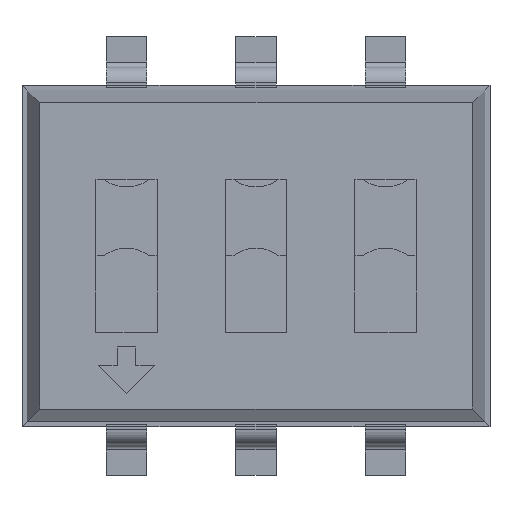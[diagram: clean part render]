
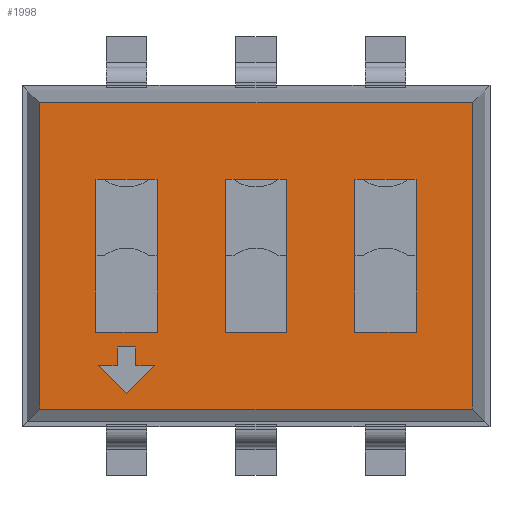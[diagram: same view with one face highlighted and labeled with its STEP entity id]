
A CAD part, top view. The second image highlights one B-rep face of the part: STEP entity #1998.
In plain terms, the highlighted planar face has unit normal (0, 0, 1).
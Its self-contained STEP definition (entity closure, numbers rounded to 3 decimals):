
#27=VECTOR('',#28,1.);
#28=DIRECTION('',(-1.,0.,0.));
#34=VECTOR('',#35,1.);
#35=DIRECTION('',(0.,-1.,0.));
#41=VECTOR('',#42,1.);
#42=DIRECTION('',(1.,0.,0.));
#46=VECTOR('',#47,1.);
#47=DIRECTION('',(0.,1.,0.));
#50=DIRECTION('',(0.,0.,-1.));
#1378=VERTEX_POINT('',#1379);
#1379=CARTESIAN_POINT('',(-4.246,3.006,2.6));
#1381=ORIENTED_EDGE('',*,*,#1382,.F.);
#1382=EDGE_CURVE('',#1383,#1378,#1385,.T.);
#1383=VERTEX_POINT('',#1384);
#1384=CARTESIAN_POINT('',(4.246,3.006,2.6));
#1385=LINE('',#1384,#27);
#1680=VERTEX_POINT('',#1681);
#1681=CARTESIAN_POINT('',(-4.246,-3.006,2.6));
#1683=ORIENTED_EDGE('',*,*,#1684,.F.);
#1684=EDGE_CURVE('',#1378,#1680,#1685,.T.);
#1685=LINE('',#1379,#34);
#1694=VERTEX_POINT('',#1695);
#1695=CARTESIAN_POINT('',(4.246,-3.006,2.6));
#1697=ORIENTED_EDGE('',*,*,#1698,.F.);
#1698=EDGE_CURVE('',#1680,#1694,#1699,.T.);
#1699=LINE('',#1681,#41);
#1993=ORIENTED_EDGE('',*,*,#1994,.F.);
#1994=EDGE_CURVE('',#1694,#1383,#1995,.T.);
#1995=LINE('',#1695,#46);
#1998=ADVANCED_FACE('',(#1999,#2001,#2039,#2077,#2122),#2160,.F.);
#1999=FACE_BOUND('',#2000,.F.);
#2000=EDGE_LOOP('',(#1381,#1993,#1697,#1683));
#2001=FACE_BOUND('',#2002,.F.);
#2002=EDGE_LOOP('',(#2003,#2010,#2015,#2019,#2024,#2028,#2032,#2037));
#2003=ORIENTED_EDGE('',*,*,#2004,.T.);
#2004=EDGE_CURVE('',#2005,#2007,#2009,.T.);
#2005=VERTEX_POINT('',#2006);
#2006=CARTESIAN_POINT('',(-0.6,-1.5,2.6));
#2007=VERTEX_POINT('',#2008);
#2008=CARTESIAN_POINT('',(0.6,-1.5,2.6));
#2009=LINE('',#2006,#41);
#2010=ORIENTED_EDGE('',*,*,#2011,.T.);
#2011=EDGE_CURVE('',#2007,#2012,#2014,.T.);
#2012=VERTEX_POINT('',#2013);
#2013=CARTESIAN_POINT('',(0.6,0.,2.6));
#2014=LINE('',#2008,#46);
#2015=ORIENTED_EDGE('',*,*,#2016,.T.);
#2016=EDGE_CURVE('',#2012,#2017,#2014,.T.);
#2017=VERTEX_POINT('',#2018);
#2018=CARTESIAN_POINT('',(0.6,1.5,2.6));
#2019=ORIENTED_EDGE('',*,*,#2020,.T.);
#2020=EDGE_CURVE('',#2017,#2021,#2023,.T.);
#2021=VERTEX_POINT('',#2022);
#2022=CARTESIAN_POINT('',(0.45,1.5,2.6));
#2023=LINE('',#2018,#27);
#2024=ORIENTED_EDGE('',*,*,#2025,.T.);
#2025=EDGE_CURVE('',#2021,#2026,#2023,.T.);
#2026=VERTEX_POINT('',#2027);
#2027=CARTESIAN_POINT('',(-0.45,1.5,2.6));
#2028=ORIENTED_EDGE('',*,*,#2029,.T.);
#2029=EDGE_CURVE('',#2026,#2030,#2023,.T.);
#2030=VERTEX_POINT('',#2031);
#2031=CARTESIAN_POINT('',(-0.6,1.5,2.6));
#2032=ORIENTED_EDGE('',*,*,#2033,.T.);
#2033=EDGE_CURVE('',#2030,#2034,#2036,.T.);
#2034=VERTEX_POINT('',#2035);
#2035=CARTESIAN_POINT('',(-0.6,0.,2.6));
#2036=LINE('',#2031,#34);
#2037=ORIENTED_EDGE('',*,*,#2038,.T.);
#2038=EDGE_CURVE('',#2034,#2005,#2036,.T.);
#2039=FACE_BOUND('',#2040,.F.);
#2040=EDGE_LOOP('',(#2041,#2048,#2052,#2057,#2061,#2065,#2070,#2074));
#2041=ORIENTED_EDGE('',*,*,#2042,.T.);
#2042=EDGE_CURVE('',#2043,#2045,#2047,.T.);
#2043=VERTEX_POINT('',#2044);
#2044=CARTESIAN_POINT('',(3.14,-1.5,2.6));
#2045=VERTEX_POINT('',#2046);
#2046=CARTESIAN_POINT('',(3.14,0.,2.6));
#2047=LINE('',#2044,#46);
#2048=ORIENTED_EDGE('',*,*,#2049,.T.);
#2049=EDGE_CURVE('',#2045,#2050,#2047,.T.);
#2050=VERTEX_POINT('',#2051);
#2051=CARTESIAN_POINT('',(3.14,1.5,2.6));
#2052=ORIENTED_EDGE('',*,*,#2053,.T.);
#2053=EDGE_CURVE('',#2050,#2054,#2056,.T.);
#2054=VERTEX_POINT('',#2055);
#2055=CARTESIAN_POINT('',(2.99,1.5,2.6));
#2056=LINE('',#2051,#27);
#2057=ORIENTED_EDGE('',*,*,#2058,.T.);
#2058=EDGE_CURVE('',#2054,#2059,#2056,.T.);
#2059=VERTEX_POINT('',#2060);
#2060=CARTESIAN_POINT('',(2.09,1.5,2.6));
#2061=ORIENTED_EDGE('',*,*,#2062,.T.);
#2062=EDGE_CURVE('',#2059,#2063,#2056,.T.);
#2063=VERTEX_POINT('',#2064);
#2064=CARTESIAN_POINT('',(1.94,1.5,2.6));
#2065=ORIENTED_EDGE('',*,*,#2066,.T.);
#2066=EDGE_CURVE('',#2063,#2067,#2069,.T.);
#2067=VERTEX_POINT('',#2068);
#2068=CARTESIAN_POINT('',(1.94,0.,2.6));
#2069=LINE('',#2064,#34);
#2070=ORIENTED_EDGE('',*,*,#2071,.T.);
#2071=EDGE_CURVE('',#2067,#2072,#2069,.T.);
#2072=VERTEX_POINT('',#2073);
#2073=CARTESIAN_POINT('',(1.94,-1.5,2.6));
#2074=ORIENTED_EDGE('',*,*,#2075,.T.);
#2075=EDGE_CURVE('',#2072,#2043,#2076,.T.);
#2076=LINE('',#2073,#41);
#2077=FACE_BOUND('',#2078,.F.);
#2078=EDGE_LOOP('',(#2079,#2086,#2093,#2098,#2105,#2112,#2119));
#2079=ORIENTED_EDGE('',*,*,#2080,.T.);
#2080=EDGE_CURVE('',#2081,#2083,#2085,.T.);
#2081=VERTEX_POINT('',#2082);
#2082=CARTESIAN_POINT('',(-2.357,-2.156,2.6));
#2083=VERTEX_POINT('',#2084);
#2084=CARTESIAN_POINT('',(-2.357,-1.789,2.6));
#2085=LINE('',#2082,#46);
#2086=ORIENTED_EDGE('',*,*,#2087,.T.);
#2087=EDGE_CURVE('',#2083,#2088,#2090,.T.);
#2088=VERTEX_POINT('',#2089);
#2089=CARTESIAN_POINT('',(-2.723,-1.789,2.6));
#2090=LINE('',#2084,#2091);
#2091=VECTOR('',#2092,1.);
#2092=DIRECTION('',(-1.,0.,0.));
#2093=ORIENTED_EDGE('',*,*,#2094,.T.);
#2094=EDGE_CURVE('',#2088,#2095,#2097,.T.);
#2095=VERTEX_POINT('',#2096);
#2096=CARTESIAN_POINT('',(-2.723,-2.156,2.6));
#2097=LINE('',#2089,#34);
#2098=ORIENTED_EDGE('',*,*,#2099,.T.);
#2099=EDGE_CURVE('',#2095,#2100,#2102,.T.);
#2100=VERTEX_POINT('',#2101);
#2101=CARTESIAN_POINT('',(-3.09,-2.156,2.6));
#2102=LINE('',#2096,#2103);
#2103=VECTOR('',#2104,1.);
#2104=DIRECTION('',(-1.,0.,0.));
#2105=ORIENTED_EDGE('',*,*,#2106,.T.);
#2106=EDGE_CURVE('',#2100,#2107,#2109,.T.);
#2107=VERTEX_POINT('',#2108);
#2108=CARTESIAN_POINT('',(-2.54,-2.706,2.6));
#2109=LINE('',#2101,#2110);
#2110=VECTOR('',#2111,1.);
#2111=DIRECTION('',(0.707,-0.707,0.));
#2112=ORIENTED_EDGE('',*,*,#2113,.T.);
#2113=EDGE_CURVE('',#2107,#2114,#2116,.T.);
#2114=VERTEX_POINT('',#2115);
#2115=CARTESIAN_POINT('',(-1.99,-2.156,2.6));
#2116=LINE('',#2108,#2117);
#2117=VECTOR('',#2118,1.);
#2118=DIRECTION('',(0.707,0.707,0.));
#2119=ORIENTED_EDGE('',*,*,#2120,.T.);
#2120=EDGE_CURVE('',#2114,#2081,#2121,.T.);
#2121=LINE('',#2115,#2103);
#2122=FACE_BOUND('',#2123,.F.);
#2123=EDGE_LOOP('',(#2124,#2131,#2135,#2139,#2144,#2148,#2153,#2158));
#2124=ORIENTED_EDGE('',*,*,#2125,.T.);
#2125=EDGE_CURVE('',#2126,#2128,#2130,.T.);
#2126=VERTEX_POINT('',#2127);
#2127=CARTESIAN_POINT('',(-1.94,1.5,2.6));
#2128=VERTEX_POINT('',#2129);
#2129=CARTESIAN_POINT('',(-2.09,1.5,2.6));
#2130=LINE('',#2127,#27);
#2131=ORIENTED_EDGE('',*,*,#2132,.T.);
#2132=EDGE_CURVE('',#2128,#2133,#2130,.T.);
#2133=VERTEX_POINT('',#2134);
#2134=CARTESIAN_POINT('',(-2.99,1.5,2.6));
#2135=ORIENTED_EDGE('',*,*,#2136,.T.);
#2136=EDGE_CURVE('',#2133,#2137,#2130,.T.);
#2137=VERTEX_POINT('',#2138);
#2138=CARTESIAN_POINT('',(-3.14,1.5,2.6));
#2139=ORIENTED_EDGE('',*,*,#2140,.T.);
#2140=EDGE_CURVE('',#2137,#2141,#2143,.T.);
#2141=VERTEX_POINT('',#2142);
#2142=CARTESIAN_POINT('',(-3.14,0.,2.6));
#2143=LINE('',#2138,#34);
#2144=ORIENTED_EDGE('',*,*,#2145,.T.);
#2145=EDGE_CURVE('',#2141,#2146,#2143,.T.);
#2146=VERTEX_POINT('',#2147);
#2147=CARTESIAN_POINT('',(-3.14,-1.5,2.6));
#2148=ORIENTED_EDGE('',*,*,#2149,.T.);
#2149=EDGE_CURVE('',#2146,#2150,#2152,.T.);
#2150=VERTEX_POINT('',#2151);
#2151=CARTESIAN_POINT('',(-1.94,-1.5,2.6));
#2152=LINE('',#2147,#41);
#2153=ORIENTED_EDGE('',*,*,#2154,.T.);
#2154=EDGE_CURVE('',#2150,#2155,#2157,.T.);
#2155=VERTEX_POINT('',#2156);
#2156=CARTESIAN_POINT('',(-1.94,0.,2.6));
#2157=LINE('',#2151,#46);
#2158=ORIENTED_EDGE('',*,*,#2159,.T.);
#2159=EDGE_CURVE('',#2155,#2126,#2157,.T.);
#2160=PLANE('',#2161);
#2161=AXIS2_PLACEMENT_3D('',#1384,#50,#2162);
#2162=DIRECTION('',(-0.816,-0.578,0.));
